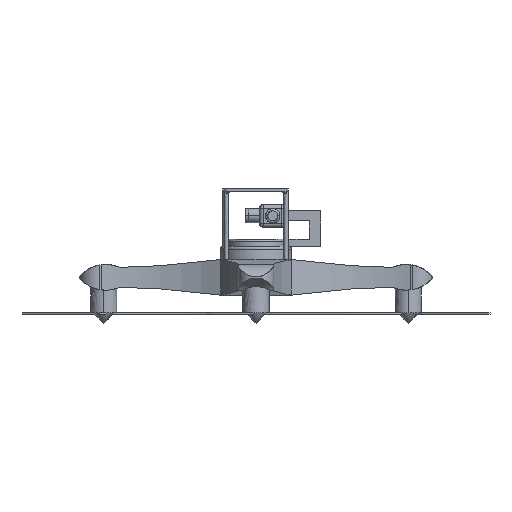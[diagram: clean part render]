
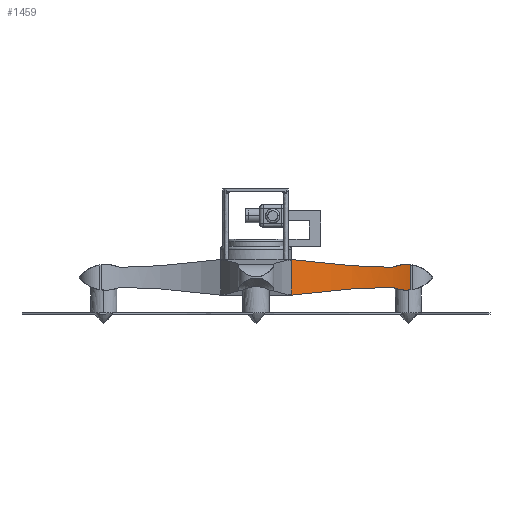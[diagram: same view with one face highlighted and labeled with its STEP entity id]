
A CAD part, front view. The second image highlights one B-rep face of the part: STEP entity #1459.
In plain terms, the highlighted free-form (B-spline) face has degree [2, 1] with [3, 2] control points.
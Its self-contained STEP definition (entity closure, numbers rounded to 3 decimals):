
#1459 = ADVANCED_FACE('',(#1460),#1543,.T.);
#1460 = FACE_BOUND('',#1461,.T.);
#1461 = EDGE_LOOP('',(#1462,#1474,#1484,#1494,#1501,#1511,#1521,#1531,
    #1538));
#1462 = ORIENTED_EDGE('',*,*,#1463,.F.);
#1463 = EDGE_CURVE('',#1464,#1466,#1468,.T.);
#1464 = VERTEX_POINT('',#1465);
#1465 = CARTESIAN_POINT('',(64.226,-33.081,
    15.883));
#1466 = VERTEX_POINT('',#1467);
#1467 = CARTESIAN_POINT('',(23.624,-47.247,
    11.716));
#1468 = B_SPLINE_CURVE_WITH_KNOTS('',4,(#1469,#1470,#1471,#1472,#1473),
  .UNSPECIFIED.,.F.,.F.,(5,5),(0.,65.099),
  .PIECEWISE_BEZIER_KNOTS.);
#1469 = CARTESIAN_POINT('',(64.226,-33.081,
    15.883));
#1470 = CARTESIAN_POINT('',(53.504,-34.52,
    14.783));
#1471 = CARTESIAN_POINT('',(42.973,-37.405,
    13.702));
#1472 = CARTESIAN_POINT('',(32.926,-41.697,
    12.671));
#1473 = CARTESIAN_POINT('',(23.624,-47.247,
    11.716));
#1474 = ORIENTED_EDGE('',*,*,#1475,.F.);
#1475 = EDGE_CURVE('',#1476,#1464,#1478,.T.);
#1476 = VERTEX_POINT('',#1477);
#1477 = CARTESIAN_POINT('',(91.319,-32.904,
    16.942));
#1478 = B_SPLINE_CURVE_WITH_KNOTS('',4,(#1479,#1480,#1481,#1482,#1483),
  .UNSPECIFIED.,.F.,.F.,(5,5),(0.,40.688),
  .PIECEWISE_BEZIER_KNOTS.);
#1479 = CARTESIAN_POINT('',(91.319,-32.904,
    16.942));
#1480 = CARTESIAN_POINT('',(84.577,-32.088,
    16.679));
#1481 = CARTESIAN_POINT('',(77.765,-31.843,
    16.412));
#1482 = CARTESIAN_POINT('',(70.957,-32.177,
    16.146));
#1483 = CARTESIAN_POINT('',(64.226,-33.081,
    15.883));
#1484 = ORIENTED_EDGE('',*,*,#1485,.F.);
#1485 = EDGE_CURVE('',#1486,#1476,#1488,.T.);
#1486 = VERTEX_POINT('',#1487);
#1487 = CARTESIAN_POINT('',(103.54,-35.107,
    15.248));
#1488 = B_SPLINE_CURVE_WITH_KNOTS('',4,(#1489,#1490,#1491,#1492,#1493),
  .UNSPECIFIED.,.F.,.F.,(5,5),(0.,18.996),
  .PIECEWISE_BEZIER_KNOTS.);
#1489 = CARTESIAN_POINT('',(103.54,-35.107,
    15.248));
#1490 = CARTESIAN_POINT('',(100.481,-34.37,
    14.834));
#1491 = CARTESIAN_POINT('',(97.323,-33.736,
    14.965));
#1492 = CARTESIAN_POINT('',(94.212,-33.253,
    15.685));
#1493 = CARTESIAN_POINT('',(91.319,-32.904,
    16.942));
#1494 = ORIENTED_EDGE('',*,*,#1495,.F.);
#1495 = EDGE_CURVE('',#1496,#1486,#1498,.T.);
#1496 = VERTEX_POINT('',#1497);
#1497 = CARTESIAN_POINT('',(103.54,-35.107,
    31.999));
#1498 = B_SPLINE_CURVE_WITH_KNOTS('',1,(#1499,#1500),.UNSPECIFIED.,.F.,
  .F.,(2,2),(0.,17.727),.PIECEWISE_BEZIER_KNOTS.);
#1499 = CARTESIAN_POINT('',(103.54,-35.107,
    31.999));
#1500 = CARTESIAN_POINT('',(103.54,-35.107,
    15.248));
#1501 = ORIENTED_EDGE('',*,*,#1502,.F.);
#1502 = EDGE_CURVE('',#1503,#1496,#1505,.T.);
#1503 = VERTEX_POINT('',#1504);
#1504 = CARTESIAN_POINT('',(91.319,-32.904,
    30.305));
#1505 = B_SPLINE_CURVE_WITH_KNOTS('',4,(#1506,#1507,#1508,#1509,#1510),
  .UNSPECIFIED.,.F.,.F.,(5,5),(0.,18.996),
  .PIECEWISE_BEZIER_KNOTS.);
#1506 = CARTESIAN_POINT('',(91.319,-32.904,
    30.305));
#1507 = CARTESIAN_POINT('',(94.212,-33.253,
    31.562));
#1508 = CARTESIAN_POINT('',(97.323,-33.736,
    32.283));
#1509 = CARTESIAN_POINT('',(100.481,-34.37,
    32.413));
#1510 = CARTESIAN_POINT('',(103.54,-35.107,
    31.999));
#1511 = ORIENTED_EDGE('',*,*,#1512,.F.);
#1512 = EDGE_CURVE('',#1513,#1503,#1515,.T.);
#1513 = VERTEX_POINT('',#1514);
#1514 = CARTESIAN_POINT('',(64.226,-33.081,
    31.364));
#1515 = B_SPLINE_CURVE_WITH_KNOTS('',4,(#1516,#1517,#1518,#1519,#1520),
  .UNSPECIFIED.,.F.,.F.,(5,5),(0.,40.688),
  .PIECEWISE_BEZIER_KNOTS.);
#1516 = CARTESIAN_POINT('',(64.226,-33.081,
    31.364));
#1517 = CARTESIAN_POINT('',(70.957,-32.177,
    31.101));
#1518 = CARTESIAN_POINT('',(77.765,-31.843,
    30.835));
#1519 = CARTESIAN_POINT('',(84.577,-32.088,
    30.569));
#1520 = CARTESIAN_POINT('',(91.319,-32.904,
    30.305));
#1521 = ORIENTED_EDGE('',*,*,#1522,.F.);
#1522 = EDGE_CURVE('',#1523,#1513,#1525,.T.);
#1523 = VERTEX_POINT('',#1524);
#1524 = CARTESIAN_POINT('',(23.624,-47.247,
    35.532));
#1525 = B_SPLINE_CURVE_WITH_KNOTS('',4,(#1526,#1527,#1528,#1529,#1530),
  .UNSPECIFIED.,.F.,.F.,(5,5),(0.,65.099),
  .PIECEWISE_BEZIER_KNOTS.);
#1526 = CARTESIAN_POINT('',(23.624,-47.247,
    35.532));
#1527 = CARTESIAN_POINT('',(32.926,-41.697,
    34.577));
#1528 = CARTESIAN_POINT('',(42.973,-37.405,
    33.546));
#1529 = CARTESIAN_POINT('',(53.504,-34.52,
    32.465));
#1530 = CARTESIAN_POINT('',(64.226,-33.081,
    31.364));
#1531 = ORIENTED_EDGE('',*,*,#1532,.F.);
#1532 = EDGE_CURVE('',#1533,#1523,#1535,.T.);
#1533 = VERTEX_POINT('',#1534);
#1534 = CARTESIAN_POINT('',(23.624,-47.247,
    34.963));
#1535 = B_SPLINE_CURVE_WITH_KNOTS('',1,(#1536,#1537),.UNSPECIFIED.,.F.,
  .F.,(2,2),(0.,0.602),.PIECEWISE_BEZIER_KNOTS.);
#1536 = CARTESIAN_POINT('',(23.624,-47.247,
    34.963));
#1537 = CARTESIAN_POINT('',(23.624,-47.247,
    35.532));
#1538 = ORIENTED_EDGE('',*,*,#1539,.F.);
#1539 = EDGE_CURVE('',#1466,#1533,#1540,.T.);
#1540 = B_SPLINE_CURVE_WITH_KNOTS('',1,(#1541,#1542),.UNSPECIFIED.,.F.,
  .F.,(2,2),(0.,24.602),.PIECEWISE_BEZIER_KNOTS.);
#1541 = CARTESIAN_POINT('',(23.624,-47.247,
    11.716));
#1542 = CARTESIAN_POINT('',(23.624,-47.247,
    34.963));
#1543 = ( BOUNDED_SURFACE() B_SPLINE_SURFACE(2,1,(
    (#1544,#1545)
    ,(#1546,#1547)
    ,(#1548,#1549
)),.UNSPECIFIED.,.F.,.F.,.F.) B_SPLINE_SURFACE_WITH_KNOTS((3,3),(2,2),(
    5.509,6.283),(0.,25.203),
.PIECEWISE_BEZIER_KNOTS.) GEOMETRIC_REPRESENTATION_ITEM() 
RATIONAL_B_SPLINE_SURFACE((
    (1.,1.)
    ,(0.926,0.926)
,(1.,1.))) REPRESENTATION_ITEM('') SURFACE() );
#1544 = CARTESIAN_POINT('',(23.624,-47.247,
    11.716));
#1545 = CARTESIAN_POINT('',(23.624,-47.247,
    35.532));
#1546 = CARTESIAN_POINT('',(61.107,-24.883,
    11.716));
#1547 = CARTESIAN_POINT('',(61.107,-24.883,
    35.532));
#1548 = CARTESIAN_POINT('',(103.54,-35.107,
    11.716));
#1549 = CARTESIAN_POINT('',(103.54,-35.107,
    35.532));
